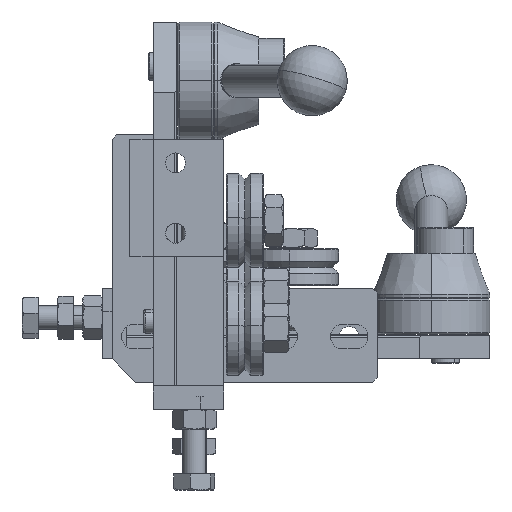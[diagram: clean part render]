
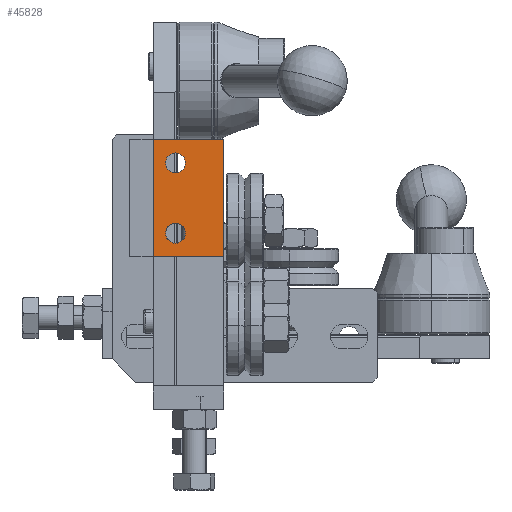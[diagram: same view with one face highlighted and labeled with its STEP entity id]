
A CAD part, left-side view. The second image highlights one B-rep face of the part: STEP entity #45828.
In plain terms, the highlighted planar face has unit normal (-1, 0, 0).
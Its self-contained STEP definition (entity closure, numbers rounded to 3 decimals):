
#62 = EDGE_CURVE ( 'NONE', #21537, #41169, #17572, .T. ) ;
#596 = EDGE_CURVE ( 'NONE', #34965, #42605, #42502, .T. ) ;
#853 = ORIENTED_EDGE ( 'NONE', *, *, #62, .T. ) ;
#1289 = CARTESIAN_POINT ( 'NONE',  ( -213.466, 33.425, 43.197 ) ) ;
#1616 = VECTOR ( 'NONE', #41394, 1000. ) ;
#2945 = DIRECTION ( 'NONE',  ( 0., -1., 0. ) ) ;
#4208 = EDGE_LOOP ( 'NONE', ( #28244, #43121, #11229, #853 ) ) ;
#4384 = VERTEX_POINT ( 'NONE', #40162 ) ;
#5512 = ORIENTED_EDGE ( 'NONE', *, *, #31026, .F. ) ;
#5919 = VECTOR ( 'NONE', #2945, 1000. ) ;
#6041 = EDGE_CURVE ( 'NONE', #21537, #4384, #27018, .T. ) ;
#6105 = VECTOR ( 'NONE', #10085, 1000. ) ;
#9434 = EDGE_CURVE ( 'NONE', #41169, #49144, #17264, .T. ) ;
#9734 = DIRECTION ( 'NONE',  ( 0., 0., 1. ) ) ;
#10085 = DIRECTION ( 'NONE',  ( 0., 0., -1. ) ) ;
#10708 = EDGE_CURVE ( 'NONE', #30959, #46446, #41133, .T. ) ;
#11229 = ORIENTED_EDGE ( 'NONE', *, *, #6041, .F. ) ;
#12050 = ORIENTED_EDGE ( 'NONE', *, *, #596, .F. ) ;
#12676 = CARTESIAN_POINT ( 'NONE',  ( -213.466, 42.925, 53.197 ) ) ;
#12711 = VECTOR ( 'NONE', #42045, 1000. ) ;
#13791 = DIRECTION ( 'NONE',  ( 0., 0., 1. ) ) ;
#14428 = CARTESIAN_POINT ( 'NONE',  ( -213.466, 33.425, 8.947 ) ) ;
#15227 = ORIENTED_EDGE ( 'NONE', *, *, #44123, .F. ) ;
#17046 = DIRECTION ( 'NONE',  ( -1., 0., 0. ) ) ;
#17117 = DIRECTION ( 'NONE',  ( -1., 0., 0. ) ) ;
#17264 = LINE ( 'NONE', #29463, #1616 ) ;
#17572 = LINE ( 'NONE', #45602, #6105 ) ;
#17886 = AXIS2_PLACEMENT_3D ( 'NONE', #29362, #49082, #13791 ) ;
#18344 = FACE_BOUND ( 'NONE', #47650, .T. ) ;
#18944 = CARTESIAN_POINT ( 'NONE',  ( -213.466, 12.925, 53.197 ) ) ;
#20353 = AXIS2_PLACEMENT_3D ( 'NONE', #1289, #17046, #30019 ) ;
#21537 = VERTEX_POINT ( 'NONE', #12676 ) ;
#21570 = CARTESIAN_POINT ( 'NONE',  ( -213.466, 42.925, 3.197 ) ) ;
#21788 = AXIS2_PLACEMENT_3D ( 'NONE', #24427, #17117, #40478 ) ;
#22278 = FACE_BOUND ( 'NONE', #50280, .T. ) ;
#23311 = CARTESIAN_POINT ( 'NONE',  ( -213.466, 12.925, 53.197 ) ) ;
#24427 = CARTESIAN_POINT ( 'NONE',  ( -213.466, 33.425, 43.197 ) ) ;
#27018 = LINE ( 'NONE', #18944, #5919 ) ;
#28244 = ORIENTED_EDGE ( 'NONE', *, *, #9434, .T. ) ;
#28681 = CARTESIAN_POINT ( 'NONE',  ( -213.466, 33.425, 13.197 ) ) ;
#29362 = CARTESIAN_POINT ( 'NONE',  ( -213.466, 33.425, 13.197 ) ) ;
#29463 = CARTESIAN_POINT ( 'NONE',  ( -213.466, 12.925, 3.197 ) ) ;
#29563 = ORIENTED_EDGE ( 'NONE', *, *, #10708, .F. ) ;
#30019 = DIRECTION ( 'NONE',  ( 0., 0., 1. ) ) ;
#30959 = VERTEX_POINT ( 'NONE', #14428 ) ;
#31026 = EDGE_CURVE ( 'NONE', #46446, #30959, #34504, .T. ) ;
#32807 = DIRECTION ( 'NONE',  ( -1., 0., 0. ) ) ;
#33947 = CARTESIAN_POINT ( 'NONE',  ( -213.466, 33.425, 47.447 ) ) ;
#34216 = FACE_OUTER_BOUND ( 'NONE', #4208, .T. ) ;
#34504 = CIRCLE ( 'NONE', #36149, 4.25 ) ;
#34965 = VERTEX_POINT ( 'NONE', #33947 ) ;
#35527 = AXIS2_PLACEMENT_3D ( 'NONE', #23311, #47429, #39135 ) ;
#36149 = AXIS2_PLACEMENT_3D ( 'NONE', #28681, #32807, #9734 ) ;
#39135 = DIRECTION ( 'NONE',  ( 0., 0., -1. ) ) ;
#40162 = CARTESIAN_POINT ( 'NONE',  ( -213.466, 12.925, 53.197 ) ) ;
#40478 = DIRECTION ( 'NONE',  ( 0., 0., 1. ) ) ;
#41133 = CIRCLE ( 'NONE', #17886, 4.25 ) ;
#41169 = VERTEX_POINT ( 'NONE', #21570 ) ;
#41275 = EDGE_CURVE ( 'NONE', #4384, #49144, #46181, .T. ) ;
#41394 = DIRECTION ( 'NONE',  ( 0., -1., 0. ) ) ;
#42045 = DIRECTION ( 'NONE',  ( 0., 0., -1. ) ) ;
#42502 = CIRCLE ( 'NONE', #21788, 4.25 ) ;
#42605 = VERTEX_POINT ( 'NONE', #46655 ) ;
#43121 = ORIENTED_EDGE ( 'NONE', *, *, #41275, .F. ) ;
#44123 = EDGE_CURVE ( 'NONE', #42605, #34965, #51044, .T. ) ;
#45602 = CARTESIAN_POINT ( 'NONE',  ( -213.466, 42.925, 53.197 ) ) ;
#45828 = ADVANCED_FACE ( 'NONE', ( #22278, #18344, #34216 ), #50013, .F. ) ;
#45914 = CARTESIAN_POINT ( 'NONE',  ( -213.466, 12.925, 53.197 ) ) ;
#46181 = LINE ( 'NONE', #45914, #12711 ) ;
#46424 = CARTESIAN_POINT ( 'NONE',  ( -213.466, 12.925, 3.197 ) ) ;
#46446 = VERTEX_POINT ( 'NONE', #47574 ) ;
#46655 = CARTESIAN_POINT ( 'NONE',  ( -213.466, 33.425, 38.947 ) ) ;
#47429 = DIRECTION ( 'NONE',  ( 1., 0., 0. ) ) ;
#47574 = CARTESIAN_POINT ( 'NONE',  ( -213.466, 33.425, 17.447 ) ) ;
#47650 = EDGE_LOOP ( 'NONE', ( #5512, #29563 ) ) ;
#49082 = DIRECTION ( 'NONE',  ( -1., 0., 0. ) ) ;
#49144 = VERTEX_POINT ( 'NONE', #46424 ) ;
#50013 = PLANE ( 'NONE',  #35527 ) ;
#50280 = EDGE_LOOP ( 'NONE', ( #12050, #15227 ) ) ;
#51044 = CIRCLE ( 'NONE', #20353, 4.25 ) ;
